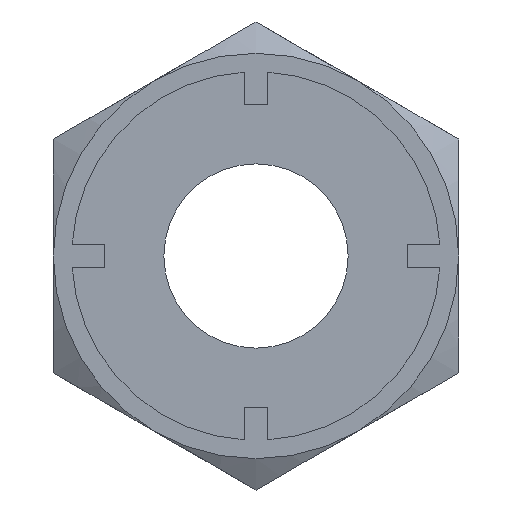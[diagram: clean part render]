
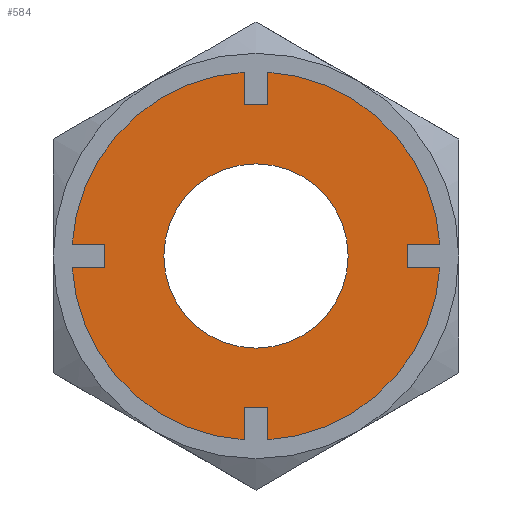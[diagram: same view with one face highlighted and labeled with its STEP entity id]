
A CAD part, left-side view. The second image highlights one B-rep face of the part: STEP entity #584.
In plain terms, the highlighted planar face has unit normal (-1, 0, 0).
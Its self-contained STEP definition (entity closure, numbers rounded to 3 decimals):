
#224=EDGE_CURVE('',#272,#240,#632,.T.);
#238=EDGE_CURVE('',#240,#248,#648,.T.);
#240=VERTEX_POINT('',#650);
#248=VERTEX_POINT('',#659);
#254=EDGE_CURVE('',#348,#350,#665,.T.);
#256=VERTEX_POINT('',#667);
#260=EDGE_CURVE('',#256,#272,#671,.T.);
#266=EDGE_CURVE('',#350,#320,#677,.T.);
#272=VERTEX_POINT('',#683);
#292=EDGE_CURVE('',#256,#494,#704,.T.);
#320=VERTEX_POINT('',#739);
#338=EDGE_CURVE('',#368,#348,#758,.T.);
#348=VERTEX_POINT('',#768);
#350=VERTEX_POINT('',#770);
#352=EDGE_CURVE('',#368,#420,#772,.T.);
#354=EDGE_CURVE('',#534,#320,#774,.T.);
#368=VERTEX_POINT('',#789);
#376=EDGE_CURVE('',#444,#476,#797,.T.);
#380=EDGE_CURVE('',#510,#562,#801,.T.);
#388=EDGE_CURVE('',#476,#420,#809,.T.);
#420=VERTEX_POINT('',#845);
#422=EDGE_CURVE('',#518,#480,#847,.T.);
#428=EDGE_CURVE('',#456,#444,#853,.T.);
#440=EDGE_CURVE('',#480,#494,#866,.T.);
#444=VERTEX_POINT('',#870);
#456=VERTEX_POINT('',#885);
#476=VERTEX_POINT('',#907);
#480=VERTEX_POINT('',#911);
#494=VERTEX_POINT('',#925);
#496=EDGE_CURVE('',#534,#518,#927,.T.);
#510=VERTEX_POINT('',#945);
#518=VERTEX_POINT('',#953);
#534=VERTEX_POINT('',#970);
#544=EDGE_CURVE('',#562,#510,#980,.T.);
#562=VERTEX_POINT('',#1001);
#584=ADVANCED_FACE('',(#1027,#1028),#1029,.T.);
#590=EDGE_CURVE('',#456,#248,#1035,.T.);
#632=LINE('',#1093,#1094);
#648=LINE('',#1133,#1134);
#650=CARTESIAN_POINT('',(-19.0,8.2,-0.65));
#659=CARTESIAN_POINT('',(-19.,9.979,-0.65));
#665=LINE('',#1165,#1166);
#667=CARTESIAN_POINT('',(-19.,9.979,0.65));
#671=LINE('',#1175,#1176);
#677=LINE('',#1183,#1184);
#683=CARTESIAN_POINT('',(-19.0,8.2,0.65));
#704=CIRCLE('',#1262,10.0);
#739=CARTESIAN_POINT('',(-19.,-9.979,0.65));
#758=LINE('',#1344,#1345);
#768=CARTESIAN_POINT('',(-19.0,-8.2,-0.65));
#770=CARTESIAN_POINT('',(-19.0,-8.2,0.65));
#772=CIRCLE('',#1382,10.0);
#774=CIRCLE('',#1385,10.0);
#789=CARTESIAN_POINT('',(-19.,-9.979,-0.65));
#797=LINE('',#1433,#1434);
#801=CIRCLE('',#1440,5.0);
#809=LINE('',#1453,#1454);
#845=CARTESIAN_POINT('',(-19.,-0.65,-9.979));
#847=LINE('',#1528,#1529);
#853=LINE('',#1537,#1538);
#866=LINE('',#1562,#1563);
#870=CARTESIAN_POINT('',(-19.0,0.65,-8.2));
#885=CARTESIAN_POINT('',(-19.,0.65,-9.979));
#907=CARTESIAN_POINT('',(-19.0,-0.65,-8.2));
#911=CARTESIAN_POINT('',(-19.0,0.65,8.2));
#925=CARTESIAN_POINT('',(-19.,0.65,9.979));
#927=LINE('',#1667,#1668);
#945=CARTESIAN_POINT('',(-19.,5.,0.));
#953=CARTESIAN_POINT('',(-19.0,-0.65,8.2));
#970=CARTESIAN_POINT('',(-19.,-0.65,9.979));
#980=CIRCLE('',#1745,5.0);
#1001=CARTESIAN_POINT('',(-19.,-5.,0.));
#1027=FACE_BOUND('',#1811,.T.);
#1028=FACE_OUTER_BOUND('',#1812,.T.);
#1029=PLANE('',#1813);
#1035=CIRCLE('',#1821,10.0);
#1093=CARTESIAN_POINT('',(-19.,8.2,-0.325));
#1094=VECTOR('',#1861,1.0);
#1133=CARTESIAN_POINT('',(-19.,8.75,-0.65));
#1134=VECTOR('',#1877,1.0);
#1165=CARTESIAN_POINT('',(-19.,-8.2,0.325));
#1166=VECTOR('',#1889,1.0);
#1175=CARTESIAN_POINT('',(-19.,7.85,0.65));
#1176=VECTOR('',#1891,1.0);
#1183=CARTESIAN_POINT('',(-19.,-1.25,0.65));
#1184=VECTOR('',#1892,1.0);
#1262=AXIS2_PLACEMENT_3D('',#1905,#1906,#1907);
#1344=CARTESIAN_POINT('',(-19.,-0.35,-0.65));
#1345=VECTOR('',#1982,1.0);
#1382=AXIS2_PLACEMENT_3D('',#1984,#1985,#1986);
#1385=AXIS2_PLACEMENT_3D('',#1987,#1988,#1989);
#1433=CARTESIAN_POINT('',(-19.,3.425,-8.2));
#1434=VECTOR('',#1999,1.0);
#1440=AXIS2_PLACEMENT_3D('',#2003,#2004,#2005);
#1453=CARTESIAN_POINT('',(-19.,-0.65,-5.0));
#1454=VECTOR('',#2008,1.0);
#1528=CARTESIAN_POINT('',(-19.,4.075,8.2));
#1529=VECTOR('',#2049,1.0);
#1537=CARTESIAN_POINT('',(-19.,0.65,-4.1));
#1538=VECTOR('',#2053,1.0);
#1562=CARTESIAN_POINT('',(-19.,0.65,5.));
#1563=VECTOR('',#2062,1.0);
#1667=CARTESIAN_POINT('',(-19.,-0.65,4.1));
#1668=VECTOR('',#2128,1.0);
#1745=AXIS2_PLACEMENT_3D('',#2179,#2180,#2181);
#1811=EDGE_LOOP('',(#2262,#2263));
#1812=EDGE_LOOP('',(#2264,#2265,#2266,#2267,#2268,#2269,#2270,#2271,#2272,#2273,#2274,#2275,#2276,#2277,#2278,#2279));
#1813=AXIS2_PLACEMENT_3D('',#2280,#2281,#2282);
#1821=AXIS2_PLACEMENT_3D('',#2286,#2287,#2288);
#1861=DIRECTION('',(0.0,0.0,-1.0));
#1877=DIRECTION('',(0.0,1.0,0.0));
#1889=DIRECTION('',(0.0,0.0,1.0));
#1891=DIRECTION('',(0.0,-1.0,0.0));
#1892=DIRECTION('',(0.0,-1.0,0.0));
#1905=CARTESIAN_POINT('',(-19.,0.,0.));
#1906=DIRECTION('',(1.0,0.0,-0.0));
#1907=DIRECTION('',(0.0,1.0,0.));
#1982=DIRECTION('',(0.0,1.0,0.0));
#1984=CARTESIAN_POINT('',(-19.,0.,0.));
#1985=DIRECTION('',(1.0,0.0,-0.0));
#1986=DIRECTION('',(0.0,1.0,0.));
#1987=CARTESIAN_POINT('',(-19.,0.,0.));
#1988=DIRECTION('',(1.0,0.0,-0.0));
#1989=DIRECTION('',(0.0,1.0,0.));
#1999=DIRECTION('',(0.0,-1.0,0.0));
#2003=CARTESIAN_POINT('',(-19.,0.,0.));
#2004=DIRECTION('',(1.0,0.0,-0.0));
#2005=DIRECTION('',(0.0,1.0,0.));
#2008=DIRECTION('',(0.0,0.0,-1.0));
#2049=DIRECTION('',(0.0,1.0,0.0));
#2053=DIRECTION('',(0.0,0.0,1.0));
#2062=DIRECTION('',(0.0,0.0,1.0));
#2128=DIRECTION('',(0.0,0.0,-1.0));
#2179=CARTESIAN_POINT('',(-19.,0.,0.));
#2180=DIRECTION('',(1.0,0.0,-0.0));
#2181=DIRECTION('',(0.0,1.0,0.));
#2262=ORIENTED_EDGE('',*,*,#380,.T.);
#2263=ORIENTED_EDGE('',*,*,#544,.T.);
#2264=ORIENTED_EDGE('',*,*,#496,.T.);
#2265=ORIENTED_EDGE('',*,*,#422,.T.);
#2266=ORIENTED_EDGE('',*,*,#440,.T.);
#2267=ORIENTED_EDGE('',*,*,#292,.F.);
#2268=ORIENTED_EDGE('',*,*,#260,.T.);
#2269=ORIENTED_EDGE('',*,*,#224,.T.);
#2270=ORIENTED_EDGE('',*,*,#238,.T.);
#2271=ORIENTED_EDGE('',*,*,#590,.F.);
#2272=ORIENTED_EDGE('',*,*,#428,.T.);
#2273=ORIENTED_EDGE('',*,*,#376,.T.);
#2274=ORIENTED_EDGE('',*,*,#388,.T.);
#2275=ORIENTED_EDGE('',*,*,#352,.F.);
#2276=ORIENTED_EDGE('',*,*,#338,.T.);
#2277=ORIENTED_EDGE('',*,*,#254,.T.);
#2278=ORIENTED_EDGE('',*,*,#266,.T.);
#2279=ORIENTED_EDGE('',*,*,#354,.F.);
#2280=CARTESIAN_POINT('',(-19.,7.5,0.));
#2281=DIRECTION('',(-1.0,0.0,0.0));
#2282=DIRECTION('',(0.0,-1.0,0.));
#2286=CARTESIAN_POINT('',(-19.,0.,0.));
#2287=DIRECTION('',(1.0,0.0,-0.0));
#2288=DIRECTION('',(0.0,1.0,0.));
